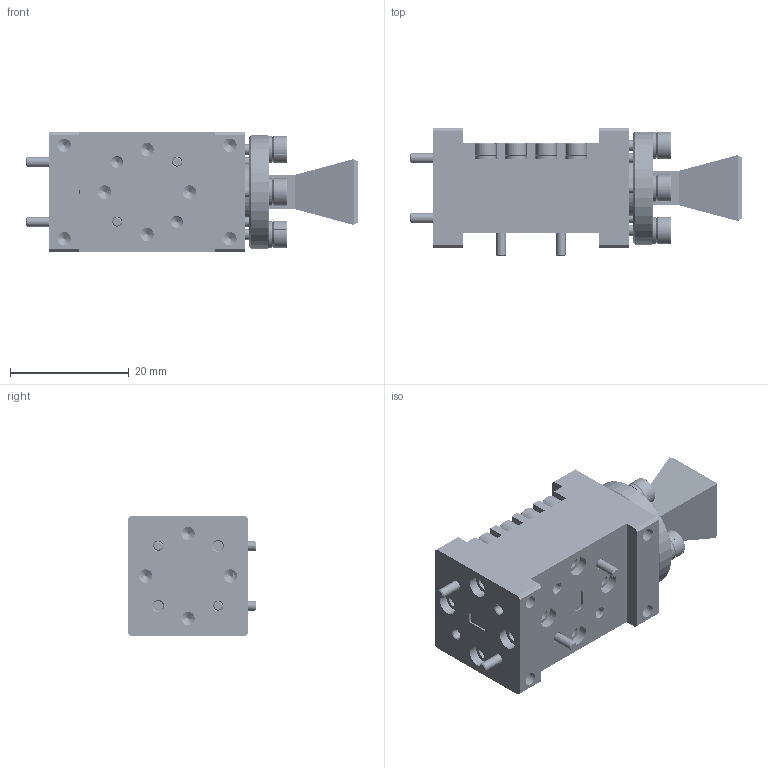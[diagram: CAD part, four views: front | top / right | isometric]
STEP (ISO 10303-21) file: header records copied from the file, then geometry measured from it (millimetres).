
FILE_DESCRIPTION (( 'STEP AP203' ), '1' );
FILE_NAME ('SAR-1530-148-S2-DP.STEP', '2018-04-06T17:44:08', ( '' ), ( '' ), 'SwSTEP 2.0', 'SolidWorks 2016', '' );
FILE_SCHEMA (( 'CONFIG_CONTROL_DESIGN' ));
Products named in the file (1): SAR-1530-148-S2-DP
Bounding box: 55.95 x 21.65 x 20.37 mm (x, y, z)
Volume: 13026.8 mm3; surface area: 10370 mm2
Topology: 42 solids, 42 shells, 3027 faces, 8182 edges, 5283 vertices
Faces by surface type: cylinder 1857, plane 769, cone 351, bspline 42, torus 8
Entity records: 130563 total; most frequent: CARTESIAN_POINT 64926, ORIENTED_EDGE 16256, DIRECTION 11248, EDGE_CURVE 8128, VERTEX_POINT 5283, AXIS2_PLACEMENT_3D 4095, EDGE_LOOP 3129, LINE 3058
